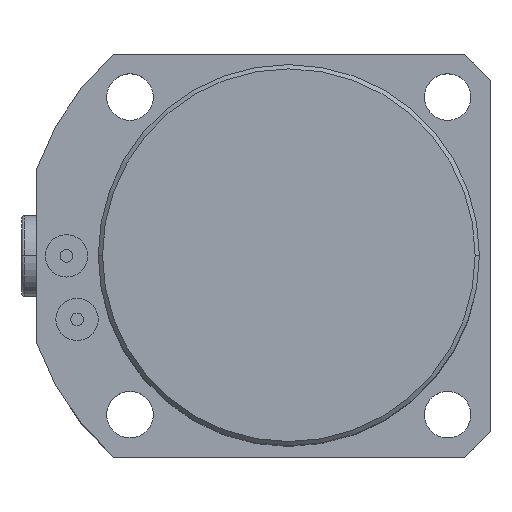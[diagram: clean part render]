
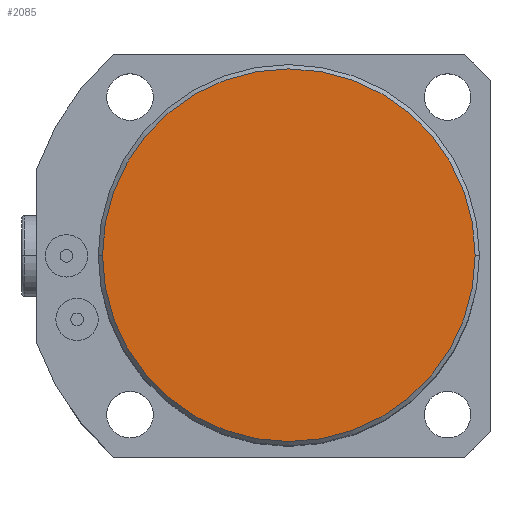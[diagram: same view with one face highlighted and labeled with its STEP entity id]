
A CAD part, top view. The second image highlights one B-rep face of the part: STEP entity #2085.
In plain terms, the highlighted planar face has unit normal (0, 0, 1).
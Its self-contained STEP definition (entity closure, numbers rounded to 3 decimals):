
#12 = EDGE_CURVE ( 'NONE', #2017, #1942, #2649, .T. ) ;
#123 = AXIS2_PLACEMENT_3D ( 'NONE', #1282, #1281, #1280 ) ;
#209 = AXIS2_PLACEMENT_3D ( 'NONE', #477, #476, #475 ) ;
#272 = EDGE_CURVE ( 'NONE', #1942, #2017, #2507, .T. ) ;
#475 = DIRECTION ( 'NONE',  ( 1., 0., 0. ) ) ;
#476 = DIRECTION ( 'NONE',  ( 0., 0., 1. ) ) ;
#477 = CARTESIAN_POINT ( 'NONE',  ( 0., 0., 128. ) ) ;
#842 = AXIS2_PLACEMENT_3D ( 'NONE', #3306, #3300, #3299 ) ;
#1280 = DIRECTION ( 'NONE',  ( 1., 0., 0. ) ) ;
#1281 = DIRECTION ( 'NONE',  ( 0., 0., 1. ) ) ;
#1282 = CARTESIAN_POINT ( 'NONE',  ( 0., 0., 128. ) ) ;
#1802 = EDGE_LOOP ( 'NONE', ( #2983, #2978 ) ) ;
#1942 = VERTEX_POINT ( 'NONE', #3507 ) ;
#2017 = VERTEX_POINT ( 'NONE', #3416 ) ;
#2085 = ADVANCED_FACE ( 'NONE', ( #2333 ), #3303, .T. ) ;
#2333 = FACE_OUTER_BOUND ( 'NONE', #1802, .T. ) ;
#2507 = CIRCLE ( 'NONE', #123, 44. ) ;
#2649 = CIRCLE ( 'NONE', #209, 44. ) ;
#2978 = ORIENTED_EDGE ( 'NONE', *, *, #272, .T. ) ;
#2983 = ORIENTED_EDGE ( 'NONE', *, *, #12, .T. ) ;
#3299 = DIRECTION ( 'NONE',  ( 1., 0., 0. ) ) ;
#3300 = DIRECTION ( 'NONE',  ( 0., 0., 1. ) ) ;
#3303 = PLANE ( 'NONE',  #842 ) ;
#3306 = CARTESIAN_POINT ( 'NONE',  ( 0., 0., 128. ) ) ;
#3416 = CARTESIAN_POINT ( 'NONE',  ( -44., 0., 128. ) ) ;
#3507 = CARTESIAN_POINT ( 'NONE',  ( 44., 0., 128. ) ) ;
